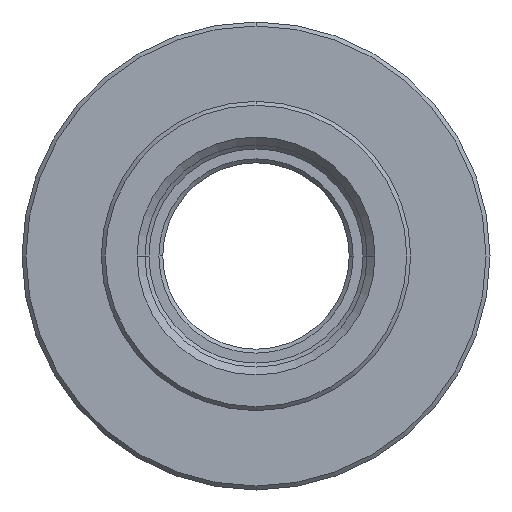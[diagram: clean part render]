
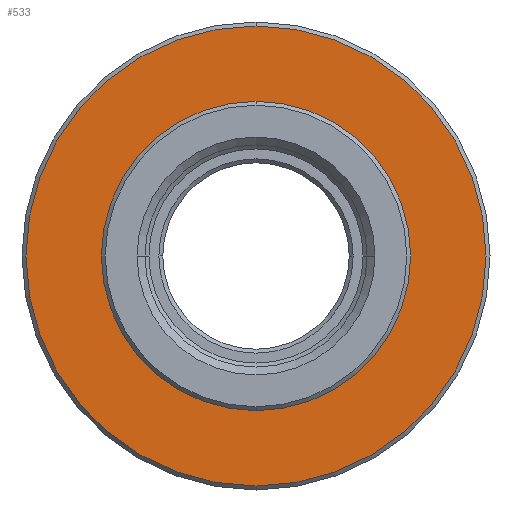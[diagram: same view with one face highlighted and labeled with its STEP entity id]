
A CAD part, front view. The second image highlights one B-rep face of the part: STEP entity #533.
In plain terms, the highlighted planar face has unit normal (0, -1, 0).
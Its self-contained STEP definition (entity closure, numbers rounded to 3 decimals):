
#94=CARTESIAN_POINT('',(0.,7.,0.));
#95=DIRECTION('',(0.,1.,0.));
#96=DIRECTION('',(0.,0.,-1.));
#97=AXIS2_PLACEMENT_3D('',#94,#95,#96);
#99=CARTESIAN_POINT('',(0.,7.,0.));
#100=DIRECTION('',(0.,1.,0.));
#101=DIRECTION('',(0.,0.,1.));
#102=AXIS2_PLACEMENT_3D('',#99,#100,#101);
#104=CARTESIAN_POINT('',(0.,7.,0.));
#105=DIRECTION('',(0.,1.,0.));
#106=DIRECTION('',(0.,0.,-1.));
#107=AXIS2_PLACEMENT_3D('',#104,#105,#106);
#109=CARTESIAN_POINT('',(0.,7.,0.));
#110=DIRECTION('',(0.,1.,0.));
#111=DIRECTION('',(0.,0.,1.));
#112=AXIS2_PLACEMENT_3D('',#109,#110,#111);
#308=CARTESIAN_POINT('',(0.,7.,-19.5));
#309=CARTESIAN_POINT('',(0.,7.,19.5));
#310=VERTEX_POINT('',#308);
#311=VERTEX_POINT('',#309);
#328=CARTESIAN_POINT('',(0.,7.,-29.));
#329=CARTESIAN_POINT('',(0.,7.,29.));
#330=VERTEX_POINT('',#328);
#331=VERTEX_POINT('',#329);
#518=CARTESIAN_POINT('',(0.,7.,0.));
#519=DIRECTION('',(0.,-1.,0.));
#520=DIRECTION('',(0.,0.,-1.));
#521=AXIS2_PLACEMENT_3D('',#518,#519,#520);
#522=PLANE('',#521);
#524=ORIENTED_EDGE('',*,*,#523,.T.);
#526=ORIENTED_EDGE('',*,*,#525,.T.);
#527=EDGE_LOOP('',(#524,#526));
#528=FACE_OUTER_BOUND('',#527,.F.);
#529=ORIENTED_EDGE('',*,*,#512,.F.);
#530=ORIENTED_EDGE('',*,*,#498,.F.);
#531=EDGE_LOOP('',(#529,#530));
#532=FACE_BOUND('',#531,.F.);
#533=ADVANCED_FACE('',(#528,#532),#522,.T.);
#98=CIRCLE('',#97,19.5);
#103=CIRCLE('',#102,19.5);
#108=CIRCLE('',#107,29.);
#113=CIRCLE('',#112,29.);
#498=EDGE_CURVE('',#311,#310,#103,.T.);
#512=EDGE_CURVE('',#310,#311,#98,.T.);
#523=EDGE_CURVE('',#330,#331,#108,.T.);
#525=EDGE_CURVE('',#331,#330,#113,.T.);
